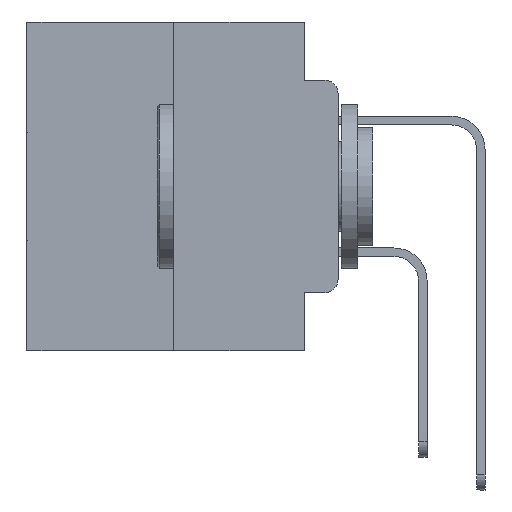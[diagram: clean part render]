
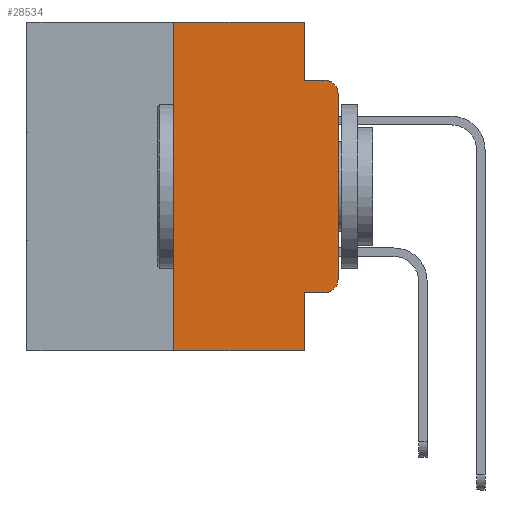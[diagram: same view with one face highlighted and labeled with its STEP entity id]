
A CAD part, left-side view. The second image highlights one B-rep face of the part: STEP entity #28534.
In plain terms, the highlighted planar face has unit normal (-1, 0, 0).
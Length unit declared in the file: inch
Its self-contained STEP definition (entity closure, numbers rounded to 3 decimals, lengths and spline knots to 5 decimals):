
#161 = VERTEX_POINT ( 'NONE', #22799 ) ;
#538 = VERTEX_POINT ( 'NONE', #9099 ) ;
#658 = EDGE_LOOP ( 'NONE', ( #27062, #26535, #13254, #7790, #15399, #728, #9987, #23202, #29600, #6539 ) ) ;
#728 = ORIENTED_EDGE ( 'NONE', *, *, #24966, .F. ) ;
#1049 = VECTOR ( 'NONE', #19010, 39.37008 ) ;
#1528 = CARTESIAN_POINT ( 'NONE',  ( 0., 0.25, 0. ) ) ;
#2231 = EDGE_CURVE ( 'NONE', #2279, #161, #27195, .T. ) ;
#2279 = VERTEX_POINT ( 'NONE', #25611 ) ;
#2489 = CARTESIAN_POINT ( 'NONE',  ( 0., 0.051, 0. ) ) ;
#2612 = CARTESIAN_POINT ( 'NONE',  ( 0., 0.051, -0.4115 ) ) ;
#2623 = CARTESIAN_POINT ( 'NONE',  ( 0., 0.02, -0.1085 ) ) ;
#3614 = DIRECTION ( 'NONE',  ( 0., 0., -1. ) ) ;
#4302 = CARTESIAN_POINT ( 'NONE',  ( 0., 0.473, 0. ) ) ;
#4496 = CARTESIAN_POINT ( 'NONE',  ( 0., 0.051, -0.0885 ) ) ;
#5165 = LINE ( 'NONE', #28597, #1049 ) ;
#5259 = DIRECTION ( 'NONE',  ( -1., 0., 0. ) ) ;
#5758 = DIRECTION ( 'NONE',  ( 0., -1., 0. ) ) ;
#6054 = CARTESIAN_POINT ( 'NONE',  ( 0., 0.02, -0.3915 ) ) ;
#6275 = VERTEX_POINT ( 'NONE', #28447 ) ;
#6417 = VERTEX_POINT ( 'NONE', #17599 ) ;
#6539 = ORIENTED_EDGE ( 'NONE', *, *, #2231, .T. ) ;
#6781 = AXIS2_PLACEMENT_3D ( 'NONE', #4302, #30217, #27717 ) ;
#7296 = LINE ( 'NONE', #29623, #18283 ) ;
#7632 = EDGE_CURVE ( 'NONE', #20577, #538, #5165, .T. ) ;
#7647 = LINE ( 'NONE', #22532, #19355 ) ;
#7790 = ORIENTED_EDGE ( 'NONE', *, *, #29451, .F. ) ;
#8114 = LINE ( 'NONE', #15724, #18257 ) ;
#9096 = CARTESIAN_POINT ( 'NONE',  ( 0., 0.473, -0.5 ) ) ;
#9099 = CARTESIAN_POINT ( 'NONE',  ( 0., 0.051, 0. ) ) ;
#9335 = DIRECTION ( 'NONE',  ( 0., 0., -1. ) ) ;
#9402 = DIRECTION ( 'NONE',  ( 0., -1., 0. ) ) ;
#9987 = ORIENTED_EDGE ( 'NONE', *, *, #15612, .T. ) ;
#11689 = VERTEX_POINT ( 'NONE', #2612 ) ;
#11809 = DIRECTION ( 'NONE',  ( 0., 0., -1. ) ) ;
#12279 = DIRECTION ( 'NONE',  ( 0., 0., 1. ) ) ;
#12566 = PLANE ( 'NONE',  #6781 ) ;
#12883 = DIRECTION ( 'NONE',  ( 0., -1., 0. ) ) ;
#13254 = ORIENTED_EDGE ( 'NONE', *, *, #14940, .F. ) ;
#14764 = CARTESIAN_POINT ( 'NONE',  ( 0., 0.051, -0.0885 ) ) ;
#14940 = EDGE_CURVE ( 'NONE', #16578, #18530, #29012, .T. ) ;
#15399 = ORIENTED_EDGE ( 'NONE', *, *, #7632, .F. ) ;
#15612 = EDGE_CURVE ( 'NONE', #17579, #6275, #25553, .T. ) ;
#15724 = CARTESIAN_POINT ( 'NONE',  ( 0., 0.051, 0. ) ) ;
#16103 = VECTOR ( 'NONE', #9402, 39.37008 ) ;
#16578 = VERTEX_POINT ( 'NONE', #4496 ) ;
#17339 = AXIS2_PLACEMENT_3D ( 'NONE', #6054, #17433, #22369 ) ;
#17433 = DIRECTION ( 'NONE',  ( -1., 0., 0. ) ) ;
#17579 = VERTEX_POINT ( 'NONE', #24871 ) ;
#17599 = CARTESIAN_POINT ( 'NONE',  ( 0., 0., -0.1085 ) ) ;
#17739 = CARTESIAN_POINT ( 'NONE',  ( 0., 0.02, -0.0885 ) ) ;
#17962 = VECTOR ( 'NONE', #12279, 39.37008 ) ;
#18257 = VECTOR ( 'NONE', #3614, 39.37008 ) ;
#18283 = VECTOR ( 'NONE', #22353, 39.37008 ) ;
#18530 = VERTEX_POINT ( 'NONE', #17739 ) ;
#19010 = DIRECTION ( 'NONE',  ( 0., -1., 0. ) ) ;
#19039 = VECTOR ( 'NONE', #12883, 39.37008 ) ;
#19355 = VECTOR ( 'NONE', #5758, 39.37008 ) ;
#20176 = EDGE_CURVE ( 'NONE', #6417, #18530, #29158, .T. ) ;
#20577 = VERTEX_POINT ( 'NONE', #1528 ) ;
#21762 = EDGE_CURVE ( 'NONE', #161, #6417, #7296, .T. ) ;
#22353 = DIRECTION ( 'NONE',  ( 0., 0., 1. ) ) ;
#22369 = DIRECTION ( 'NONE',  ( 0., 0., -1. ) ) ;
#22532 = CARTESIAN_POINT ( 'NONE',  ( 0., 0.051, -0.4115 ) ) ;
#22799 = CARTESIAN_POINT ( 'NONE',  ( 0., 0., -0.3915 ) ) ;
#23202 = ORIENTED_EDGE ( 'NONE', *, *, #26717, .F. ) ;
#23277 = EDGE_CURVE ( 'NONE', #11689, #2279, #7647, .T. ) ;
#23766 = LINE ( 'NONE', #2489, #29339 ) ;
#24348 = FACE_OUTER_BOUND ( 'NONE', #658, .T. ) ;
#24871 = CARTESIAN_POINT ( 'NONE',  ( 0., 0.25, -0.5 ) ) ;
#24966 = EDGE_CURVE ( 'NONE', #17579, #20577, #29017, .T. ) ;
#25553 = LINE ( 'NONE', #9096, #16103 ) ;
#25611 = CARTESIAN_POINT ( 'NONE',  ( 0., 0.02, -0.4115 ) ) ;
#25947 = CARTESIAN_POINT ( 'NONE',  ( 0., 0.25, 0. ) ) ;
#26535 = ORIENTED_EDGE ( 'NONE', *, *, #20176, .T. ) ;
#26717 = EDGE_CURVE ( 'NONE', #11689, #6275, #23766, .T. ) ;
#27062 = ORIENTED_EDGE ( 'NONE', *, *, #21762, .T. ) ;
#27195 = CIRCLE ( 'NONE', #17339, 0.02 ) ;
#27717 = DIRECTION ( 'NONE',  ( 0., 0., -1. ) ) ;
#28447 = CARTESIAN_POINT ( 'NONE',  ( 0., 0.051, -0.5 ) ) ;
#28534 = ADVANCED_FACE ( 'NONE', ( #24348 ), #12566, .F. ) ;
#28597 = CARTESIAN_POINT ( 'NONE',  ( 0., 0.473, 0. ) ) ;
#29012 = LINE ( 'NONE', #14764, #19039 ) ;
#29017 = LINE ( 'NONE', #25947, #17962 ) ;
#29158 = CIRCLE ( 'NONE', #30088, 0.02 ) ;
#29339 = VECTOR ( 'NONE', #9335, 39.37008 ) ;
#29451 = EDGE_CURVE ( 'NONE', #538, #16578, #8114, .T. ) ;
#29600 = ORIENTED_EDGE ( 'NONE', *, *, #23277, .T. ) ;
#29623 = CARTESIAN_POINT ( 'NONE',  ( 0., 0., 0. ) ) ;
#30088 = AXIS2_PLACEMENT_3D ( 'NONE', #2623, #5259, #11809 ) ;
#30217 = DIRECTION ( 'NONE',  ( 1., 0., 0. ) ) ;
